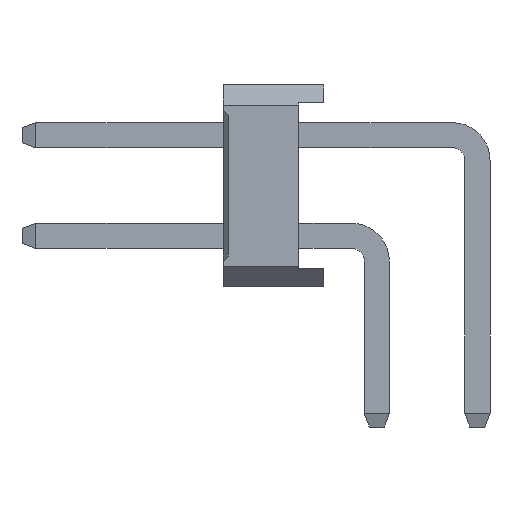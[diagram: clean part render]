
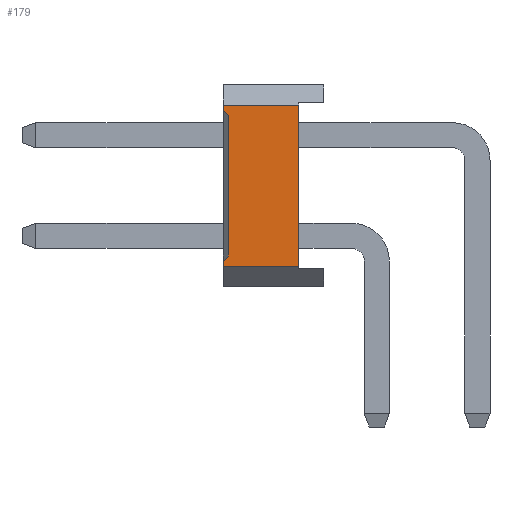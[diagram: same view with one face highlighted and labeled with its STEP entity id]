
A CAD part, left-side view. The second image highlights one B-rep face of the part: STEP entity #179.
In plain terms, the highlighted planar face has unit normal (-1, 0, 0).
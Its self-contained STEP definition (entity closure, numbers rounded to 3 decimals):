
#179=ADVANCED_FACE('',(#2315),#2317,.T.);
#2315=FACE_BOUND('',#2316,.T.);
#2316=EDGE_LOOP('',(#4049,#4050,#4051,#4052,#4053,#4054,#4055,#4056));
#2317=PLANE('',#2318);
#2318=AXIS2_PLACEMENT_3D('',#2319,#2320,#2321);
#2319=CARTESIAN_POINT('',(-1.,1.05,0.4));
#2320=DIRECTION('',(-1.,0.,0.));
#2321=DIRECTION('',(0.,0.,1.));
#4049=ORIENTED_EDGE('',*,*,#5197,.F.);
#4050=ORIENTED_EDGE('',*,*,#5198,.T.);
#4051=ORIENTED_EDGE('',*,*,#5199,.F.);
#4052=ORIENTED_EDGE('',*,*,#5088,.F.);
#4053=ORIENTED_EDGE('',*,*,#5195,.F.);
#4054=ORIENTED_EDGE('',*,*,#5200,.T.);
#4055=ORIENTED_EDGE('',*,*,#5201,.T.);
#4056=ORIENTED_EDGE('',*,*,#5092,.F.);
#5088=EDGE_CURVE('',#5689,#5691,#5692,.T.);
#5092=EDGE_CURVE('',#5697,#5699,#5700,.T.);
#5195=EDGE_CURVE('',#5890,#5689,#5892,.T.);
#5197=EDGE_CURVE('',#5894,#5697,#5895,.F.);
#5198=EDGE_CURVE('',#5894,#5896,#5897,.T.);
#5199=EDGE_CURVE('',#5691,#5896,#5898,.F.);
#5200=EDGE_CURVE('',#5890,#5899,#5900,.T.);
#5201=EDGE_CURVE('',#5899,#5699,#5901,.T.);
#5689=VERTEX_POINT('',#6674);
#5691=VERTEX_POINT('',#6678);
#5692=LINE('',#6679,#6680);
#5697=VERTEX_POINT('',#6690);
#5699=VERTEX_POINT('',#6694);
#5700=LINE('',#6695,#6696);
#5890=VERTEX_POINT('',#7089);
#5892=LINE('',#7093,#7094);
#5894=VERTEX_POINT('',#7099);
#5895=LINE('',#7100,#7101);
#5896=VERTEX_POINT('',#7103);
#5897=LINE('',#7104,#7105);
#5898=LINE('',#7107,#7108);
#5899=VERTEX_POINT('',#7110);
#5900=LINE('',#7111,#7112);
#5901=LINE('',#7114,#7115);
#6674=CARTESIAN_POINT('',(-1.,3.05,0.4));
#6678=CARTESIAN_POINT('',(-1.,3.05,0.5));
#6679=CARTESIAN_POINT('',(-1.,3.05,0.4));
#6680=VECTOR('',#6681,1.);
#6681=DIRECTION('',(0.,0.,1.));
#6690=CARTESIAN_POINT('',(-1.,3.05,3.5));
#6694=CARTESIAN_POINT('',(-1.,3.05,3.6));
#6695=CARTESIAN_POINT('',(-1.,3.05,3.5));
#6696=VECTOR('',#6697,1.);
#6697=DIRECTION('',(0.,0.,1.));
#7089=CARTESIAN_POINT('',(-1.,1.55,0.4));
#7093=CARTESIAN_POINT('',(-1.,1.55,0.4));
#7094=VECTOR('',#7095,1.);
#7095=DIRECTION('',(0.,1.,0.));
#7099=CARTESIAN_POINT('',(-1.,2.95,3.4));
#7100=CARTESIAN_POINT('',(-1.,3.05,3.5));
#7101=VECTOR('',#7102,1.);
#7102=DIRECTION('',(0.,-0.707,-0.707));
#7103=CARTESIAN_POINT('',(-1.,2.95,0.6));
#7104=CARTESIAN_POINT('',(-1.,2.95,3.4));
#7105=VECTOR('',#7106,1.);
#7106=DIRECTION('',(0.,0.,-1.));
#7107=CARTESIAN_POINT('',(-1.,2.95,0.6));
#7108=VECTOR('',#7109,1.);
#7109=DIRECTION('',(0.,0.707,-0.707));
#7110=CARTESIAN_POINT('',(-1.,1.55,3.6));
#7111=CARTESIAN_POINT('',(-1.,1.55,0.4));
#7112=VECTOR('',#7113,1.);
#7113=DIRECTION('',(0.,0.,1.));
#7114=CARTESIAN_POINT('',(-1.,1.55,3.6));
#7115=VECTOR('',#7116,1.);
#7116=DIRECTION('',(0.,1.,0.));
